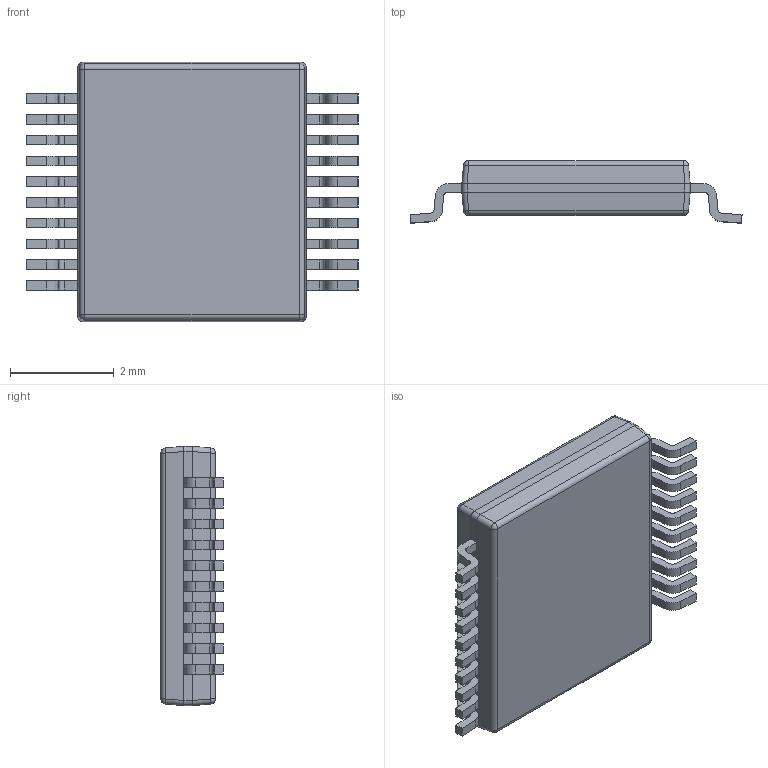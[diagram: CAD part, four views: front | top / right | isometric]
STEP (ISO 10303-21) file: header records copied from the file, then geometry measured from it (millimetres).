
FILE_DESCRIPTION (( 'STEP AP214' ), '1' );
FILE_NAME ('DGV20.STEP', '2024-01-26T14:25:09', ( '' ), ( '' ), 'SwSTEP 2.0', 'SolidWorks 2021', '' );
FILE_SCHEMA (( 'AUTOMOTIVE_DESIGN' ));
Length unit declared in the file: millimetre
Products named in the file (1): DGV20
Bounding box: 6.4 x 1.2 x 5 mm (x, y, z)
Volume: 23.5 mm3; surface area: 81.6 mm2
Topology: 22 solids, 22 shells, 329 faces, 836 edges, 544 vertices
Faces by surface type: plane 217, cylinder 104, sphere 8
Entity records: 10025 total; most frequent: CARTESIAN_POINT 1726, DIRECTION 1672, ORIENTED_EDGE 1656, EDGE_CURVE 828, LINE 628, VECTOR 628, VERTEX_POINT 544, AXIS2_PLACEMENT_3D 522
